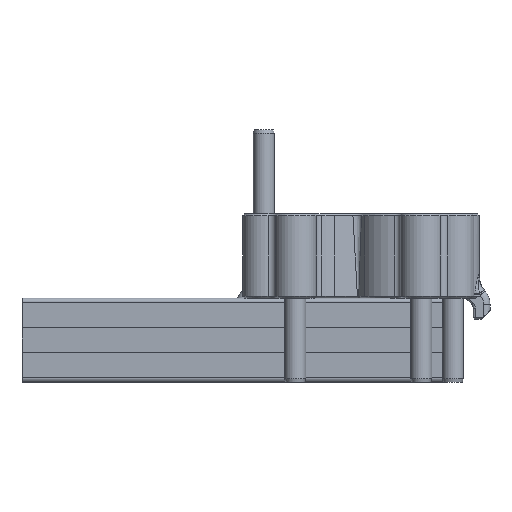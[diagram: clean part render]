
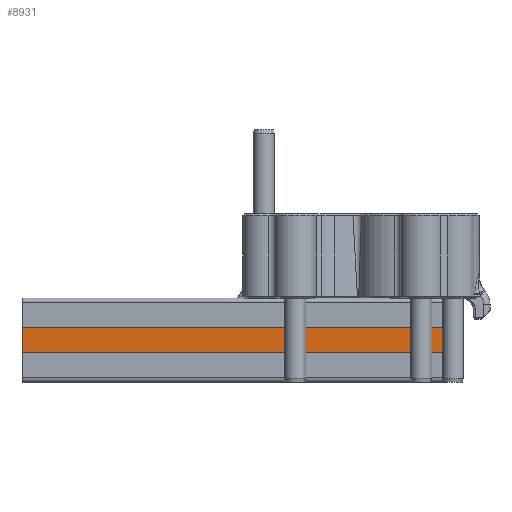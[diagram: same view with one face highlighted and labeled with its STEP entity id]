
A CAD part, left-side view. The second image highlights one B-rep face of the part: STEP entity #8931.
In plain terms, the highlighted planar face has unit normal (-1, 0, 0).
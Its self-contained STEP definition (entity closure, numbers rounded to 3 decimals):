
#643=PLANE('',#9792);
#1143=FACE_OUTER_BOUND('',#1711,.T.);
#1711=EDGE_LOOP('',(#7961,#7962,#7963,#7964));
#2545=LINE('',#15570,#3391);
#2546=LINE('',#15573,#3392);
#2547=LINE('',#15575,#3393);
#2548=LINE('',#15576,#3394);
#3391=VECTOR('',#12078,10.);
#3392=VECTOR('',#12081,10.);
#3393=VECTOR('',#12082,10.);
#3394=VECTOR('',#12083,10.);
#4453=VERTEX_POINT('',#15566);
#4454=VERTEX_POINT('',#15568);
#4455=VERTEX_POINT('',#15572);
#4456=VERTEX_POINT('',#15574);
#5663=EDGE_CURVE('',#4453,#4454,#2545,.T.);
#5664=EDGE_CURVE('',#4453,#4455,#2546,.T.);
#5665=EDGE_CURVE('',#4456,#4454,#2547,.T.);
#5666=EDGE_CURVE('',#4455,#4456,#2548,.T.);
#7961=ORIENTED_EDGE('',*,*,#5664,.F.);
#7962=ORIENTED_EDGE('',*,*,#5663,.T.);
#7963=ORIENTED_EDGE('',*,*,#5665,.F.);
#7964=ORIENTED_EDGE('',*,*,#5666,.F.);
#8931=ADVANCED_FACE('',(#1143),#643,.T.);
#9792=AXIS2_PLACEMENT_3D('',#15571,#12079,#12080);
#12078=DIRECTION('',(0.,-1.,0.));
#12079=DIRECTION('center_axis',(-1.,0.,0.));
#12080=DIRECTION('ref_axis',(0.,0.,
-1.));
#12081=DIRECTION('',(0.,0.,1.));
#12082=DIRECTION('',(0.,0.,-1.));
#12083=DIRECTION('',(0.,-1.,0.));
#15566=CARTESIAN_POINT('',(-14.,0.,-35.979));
#15568=CARTESIAN_POINT('',(-14.,-100.,-35.979));
#15570=CARTESIAN_POINT('',(-14.,0.,-35.979));
#15571=CARTESIAN_POINT('Origin',(-14.,0.,-30.101));
#15572=CARTESIAN_POINT('',(-14.,0.,-30.101));
#15573=CARTESIAN_POINT('',(-14.,0.,-35.979));
#15574=CARTESIAN_POINT('',(-14.,-100.,-30.101));
#15575=CARTESIAN_POINT('',(-14.,-100.,-35.979));
#15576=CARTESIAN_POINT('',(-14.,0.,-30.101));
